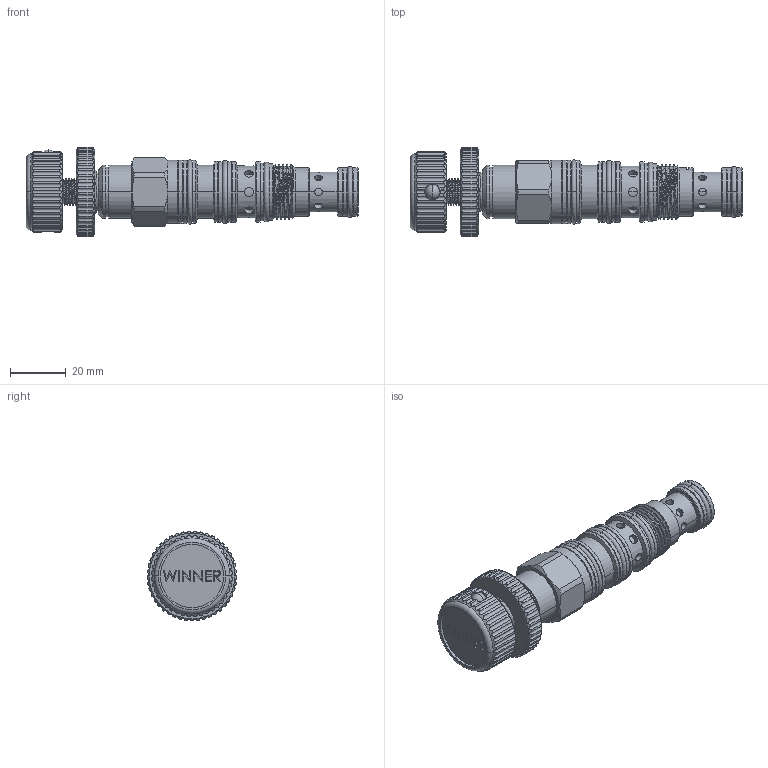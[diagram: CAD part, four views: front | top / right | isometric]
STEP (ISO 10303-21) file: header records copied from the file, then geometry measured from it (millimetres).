
FILE_DESCRIPTION (( 'STEP AP203' ), '1' );
FILE_NAME ('DP21A4Q-K.STEP', '2023-11-29T07:44:25', ( '' ), ( '' ), 'SwSTEP 2.0', 'SolidWorks 2018', '' );
FILE_SCHEMA (( 'CONFIG_CONTROL_DESIGN' ));
Products named in the file (1): DP21A4Q-K
Bounding box: 118.8 x 32.2 x 32.18 mm (x, y, z)
Volume: 41129.7 mm3; surface area: 14188.8 mm2
Topology: 2 solids, 8 shells, 1175 faces, 3280 edges, 2112 vertices
Faces by surface type: cylinder 829, plane 195, cone 69, bspline 41, torus 35, sphere 6
Entity records: 75521 total; most frequent: CARTESIAN_POINT 47127, ORIENTED_EDGE 6536, DIRECTION 4695, EDGE_CURVE 3268, VERTEX_POINT 2112, AXIS2_PLACEMENT_3D 1747, EDGE_LOOP 1600, B_SPLINE_CURVE_WITH_KNOTS 1389
